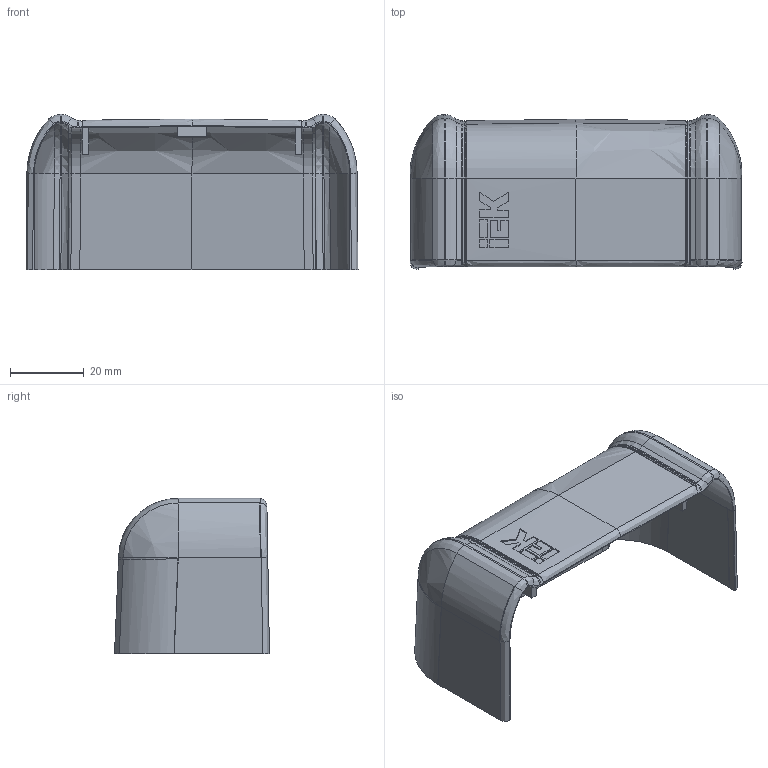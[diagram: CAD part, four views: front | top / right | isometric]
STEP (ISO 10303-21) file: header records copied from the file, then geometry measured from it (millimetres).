
FILE_DESCRIPTION (( 'STEP AP214' ), '1' );
FILE_NAME ('CKK-40D-Z-080-040-K01 Çàãëóøêà äëÿ Ê.Ê. Ïðàéìåð 80õ40.STEP', '2016-07-14T13:06:03', ( '' ), ( '' ), 'SwSTEP 2.0', 'SolidWorks 2014', '' );
FILE_SCHEMA (( 'AUTOMOTIVE_DESIGN' ));
Length unit declared in the file: millimetre
Products named in the file (1): CKK-40D-Z-080-040-K01 Çàãëóøêà äëÿ Ê.Ê. Ïðàéìåð 80õ40
Bounding box: 89.75 x 41.89 x 42.05 mm (x, y, z)
Volume: 17863.4 mm3; surface area: 18677.2 mm2
Topology: 1 solids, 1 shells, 305 faces, 723 edges, 425 vertices
Faces by surface type: bspline 167, plane 98, cylinder 38, cone 2
Entity records: 15817 total; most frequent: CARTESIAN_POINT 10304, ORIENTED_EDGE 1442, EDGE_CURVE 721, DIRECTION 587, VERTEX_POINT 425, B_SPLINE_CURVE_WITH_KNOTS 405, EDGE_LOOP 312, ADVANCED_FACE 305
